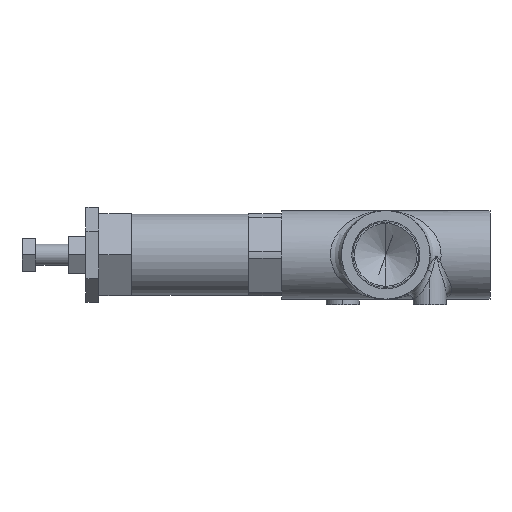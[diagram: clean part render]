
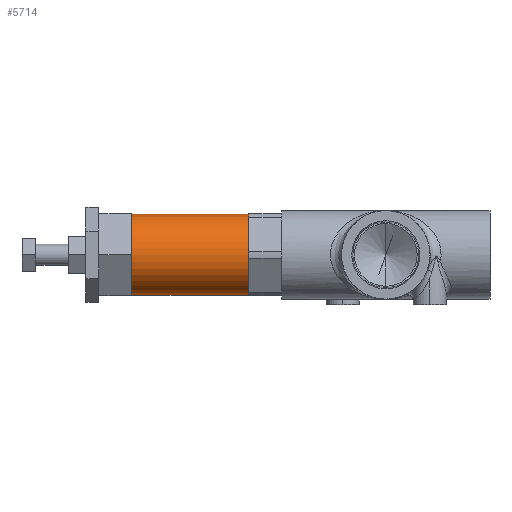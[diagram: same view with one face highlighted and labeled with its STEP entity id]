
A CAD part, left-side view. The second image highlights one B-rep face of the part: STEP entity #5714.
In plain terms, the highlighted cylindrical face has radius 18.733 mm (diameter 37.465 mm), a partial arc.
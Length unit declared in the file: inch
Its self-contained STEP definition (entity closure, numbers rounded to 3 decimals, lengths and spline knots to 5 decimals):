
#189 = CARTESIAN_POINT ( 'NONE',  ( 0., 4.62, 0.7375 ) ) ;
#195 = CARTESIAN_POINT ( 'NONE',  ( 0., 4.62, -0.7375 ) ) ;
#196 = LINE ( 'NONE', #189, #5501 ) ;
#200 = LINE ( 'NONE', #195, #5507 ) ;
#201 = DIRECTION ( 'NONE',  ( 0., -1., 0. ) ) ;
#207 = DIRECTION ( 'NONE',  ( 0., -1., 0. ) ) ;
#544 = CARTESIAN_POINT ( 'NONE',  ( 0., 4.62, 0. ) ) ;
#545 = DIRECTION ( 'NONE',  ( 0., 1., 0. ) ) ;
#546 = DIRECTION ( 'NONE',  ( 0., 0., 1. ) ) ;
#580 = CARTESIAN_POINT ( 'NONE',  ( 0., 2.495, 0. ) ) ;
#581 = DIRECTION ( 'NONE',  ( 0., 1., 0. ) ) ;
#582 = DIRECTION ( 'NONE',  ( 0., 0., 1. ) ) ;
#1011 = CARTESIAN_POINT ( 'NONE',  ( 0., 4.62, 0.7375 ) ) ;
#1028 = CARTESIAN_POINT ( 'NONE',  ( 0., 4.62, -0.7375 ) ) ;
#1030 = CARTESIAN_POINT ( 'NONE',  ( 0., 2.495, 0.7375 ) ) ;
#1063 = CARTESIAN_POINT ( 'NONE',  ( 0., 2.495, -0.7375 ) ) ;
#3586 = ORIENTED_EDGE ( 'NONE', *, *, #7024, .F. ) ;
#3587 = ORIENTED_EDGE ( 'NONE', *, *, #7154, .F. ) ;
#3588 = ORIENTED_EDGE ( 'NONE', *, *, #7026, .T. ) ;
#3589 = ORIENTED_EDGE ( 'NONE', *, *, #7159, .T. ) ;
#4162 = EDGE_LOOP ( 'NONE', ( #3586, #3587, #3588, #3589 ) ) ;
#4746 = AXIS2_PLACEMENT_3D ( 'NONE', #6083, #6078, #6085 ) ;
#5111 = VERTEX_POINT ( 'NONE', #1011 ) ;
#5172 = VERTEX_POINT ( 'NONE', #1030 ) ;
#5182 = VERTEX_POINT ( 'NONE', #1028 ) ;
#5268 = VERTEX_POINT ( 'NONE', #1063 ) ;
#5350 = CIRCLE ( 'NONE', #5363, 0.7375 ) ;
#5354 = CIRCLE ( 'NONE', #5357, 0.7375 ) ;
#5357 = AXIS2_PLACEMENT_3D ( 'NONE', #544, #545, #546 ) ;
#5363 = AXIS2_PLACEMENT_3D ( 'NONE', #580, #581, #582 ) ;
#5501 = VECTOR ( 'NONE', #201, 39.37008 ) ;
#5507 = VECTOR ( 'NONE', #207, 39.37008 ) ;
#5714 = ADVANCED_FACE ( 'NONE', ( #6082 ), #6084, .T. ) ;
#6078 = DIRECTION ( 'NONE',  ( 0., -1., 0. ) ) ;
#6082 = FACE_OUTER_BOUND ( 'NONE', #4162, .T. ) ;
#6083 = CARTESIAN_POINT ( 'NONE',  ( 0., 4.62, 0. ) ) ;
#6084 = CYLINDRICAL_SURFACE ( 'NONE', #4746, 0.7375 ) ;
#6085 = DIRECTION ( 'NONE',  ( 0., 0., -1. ) ) ;
#7024 = EDGE_CURVE ( 'NONE', #5111, #5172, #196, .T. ) ;
#7026 = EDGE_CURVE ( 'NONE', #5182, #5268, #200, .T. ) ;
#7154 = EDGE_CURVE ( 'NONE', #5182, #5111, #5354, .T. ) ;
#7159 = EDGE_CURVE ( 'NONE', #5268, #5172, #5350, .T. ) ;
